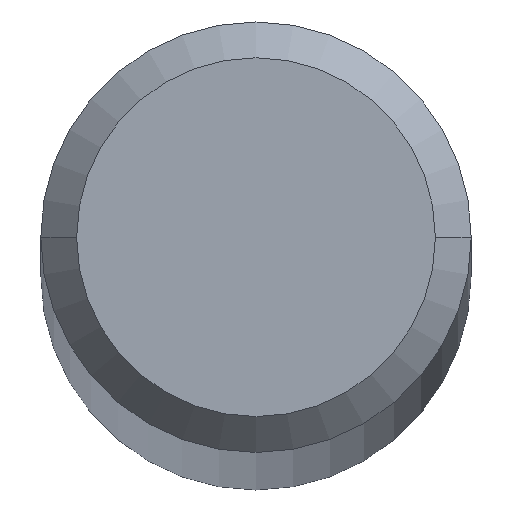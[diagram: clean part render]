
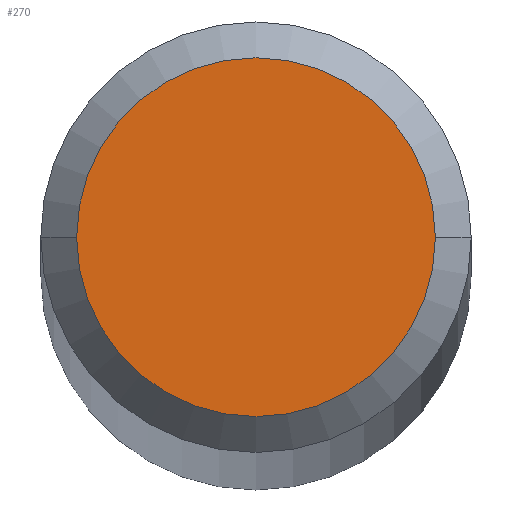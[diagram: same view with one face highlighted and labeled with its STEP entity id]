
A CAD part, top view. The second image highlights one B-rep face of the part: STEP entity #270.
In plain terms, the highlighted planar face has unit normal (0, 0, 1).
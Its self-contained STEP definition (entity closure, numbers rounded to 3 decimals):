
#28 = VERTEX_POINT ( 'NONE', #46 ) ;
#34 = CARTESIAN_POINT ( 'NONE',  ( 0., 0., 150.25 ) ) ;
#40 = EDGE_CURVE ( 'NONE', #41, #28, #238, .T. ) ;
#41 = VERTEX_POINT ( 'NONE', #152 ) ;
#44 = ORIENTED_EDGE ( 'NONE', *, *, #216, .T. ) ;
#46 = CARTESIAN_POINT ( 'NONE',  ( -2.5, 0., 150.25 ) ) ;
#83 = ORIENTED_EDGE ( 'NONE', *, *, #40, .T. ) ;
#108 = DIRECTION ( 'NONE',  ( 0., 0., 1. ) ) ;
#112 = DIRECTION ( 'NONE',  ( 0., 0., 1. ) ) ;
#149 = EDGE_LOOP ( 'NONE', ( #44, #83 ) ) ;
#152 = CARTESIAN_POINT ( 'NONE',  ( 2.5, 0., 150.25 ) ) ;
#159 = AXIS2_PLACEMENT_3D ( 'NONE', #241, #112, #246 ) ;
#168 = AXIS2_PLACEMENT_3D ( 'NONE', #34, #173, #204 ) ;
#173 = DIRECTION ( 'NONE',  ( 0., 0., 1. ) ) ;
#193 = DIRECTION ( 'NONE',  ( 1., 0., 0. ) ) ;
#199 = CIRCLE ( 'NONE', #168, 2.5 ) ;
#204 = DIRECTION ( 'NONE',  ( 1., 0., 0. ) ) ;
#206 = FACE_OUTER_BOUND ( 'NONE', #149, .T. ) ;
#216 = EDGE_CURVE ( 'NONE', #28, #41, #199, .T. ) ;
#234 = AXIS2_PLACEMENT_3D ( 'NONE', #258, #108, #193 ) ;
#238 = CIRCLE ( 'NONE', #234, 2.5 ) ;
#241 = CARTESIAN_POINT ( 'NONE',  ( 0., 0., 150.25 ) ) ;
#246 = DIRECTION ( 'NONE',  ( 1., 0., 0. ) ) ;
#258 = CARTESIAN_POINT ( 'NONE',  ( 0., 0., 150.25 ) ) ;
#269 = PLANE ( 'NONE',  #159 ) ;
#270 = ADVANCED_FACE ( 'NONE', ( #206 ), #269, .T. ) ;
